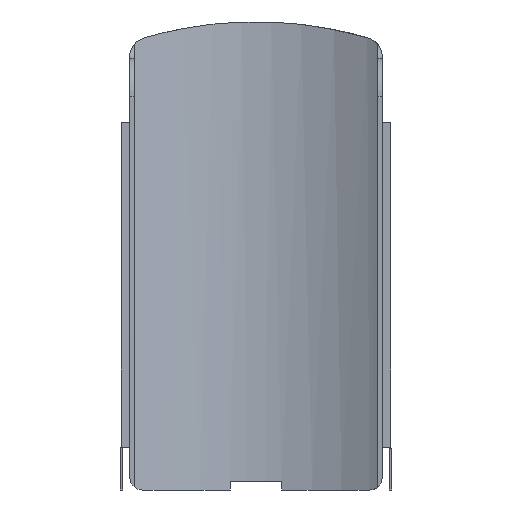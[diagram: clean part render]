
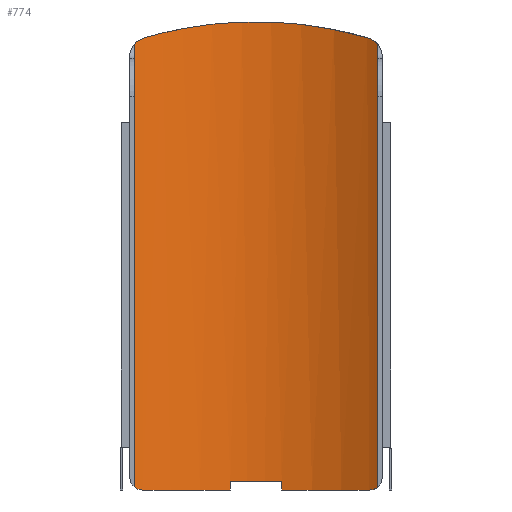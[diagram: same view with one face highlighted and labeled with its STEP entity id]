
A CAD part, front view. The second image highlights one B-rep face of the part: STEP entity #774.
In plain terms, the highlighted cylindrical face has radius 54 mm (diameter 108 mm), a partial arc.
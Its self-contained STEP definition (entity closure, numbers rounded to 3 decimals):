
#26=B_SPLINE_CURVE_WITH_KNOTS('',3,(#1257,#1258,#1259,#1260,#1261,#1262,
#1263,#1264,#1265,#1266,#1267,#1268,#1269,#1270,#1271,#1272,#1273,#1274),
 .UNSPECIFIED.,.F.,.F.,(4,2,2,2,2,2,2,2,4),(3.266,3.752,
4.457,5.162,5.866,6.571,7.276,
7.98,8.466),.UNSPECIFIED.);
#27=B_SPLINE_CURVE_WITH_KNOTS('',3,(#1278,#1279,#1280,#1281,#1282,#1283,
#1284,#1285),.UNSPECIFIED.,.F.,.F.,(4,2,2,4),(2.367,2.445,
2.648,2.688),.UNSPECIFIED.);
#28=B_SPLINE_CURVE_WITH_KNOTS('',3,(#1287,#1288,#1289,#1290,#1291,#1292,
#1293,#1294),.UNSPECIFIED.,.F.,.F.,(4,2,2,4),(1.812,1.851,
2.055,2.133),.UNSPECIFIED.);
#29=B_SPLINE_CURVE_WITH_KNOTS('',3,(#1297,#1298,#1299,#1300,#1301,#1302),
 .UNSPECIFIED.,.F.,.F.,(4,2,4),(-0.719,-0.615,-0.482),
 .UNSPECIFIED.);
#30=B_SPLINE_CURVE_WITH_KNOTS('',3,(#1305,#1306,#1307,#1308,#1309,#1310),
 .UNSPECIFIED.,.F.,.F.,(4,2,4),(0.482,0.615,0.719),
 .UNSPECIFIED.);
#39=CYLINDRICAL_SURFACE('',#837,54.);
#42=CIRCLE('',#806,54.);
#44=CIRCLE('',#810,54.);
#47=CIRCLE('',#814,54.);
#77=FACE_OUTER_BOUND('',#122,.T.);
#122=EDGE_LOOP('',(#587,#588,#589,#590,#591,#592,#593,#594,#595,#596,#597,
#598,#599,#600));
#150=LINE('',#1078,#232);
#155=LINE('',#1092,#237);
#164=LINE('',#1198,#246);
#167=LINE('',#1221,#249);
#177=LINE('',#1250,#259);
#183=LINE('',#1304,#265);
#232=VECTOR('',#870,2.);
#237=VECTOR('',#883,2.);
#246=VECTOR('',#916,0.315);
#249=VECTOR('',#927,0.315);
#259=VECTOR('',#955,103.068);
#265=VECTOR('',#969,103.068);
#314=VERTEX_POINT('',#1076);
#315=VERTEX_POINT('',#1077);
#318=VERTEX_POINT('',#1085);
#320=VERTEX_POINT('',#1091);
#322=VERTEX_POINT('',#1097);
#325=VERTEX_POINT('',#1105);
#332=VERTEX_POINT('',#1176);
#337=VERTEX_POINT('',#1196);
#341=VERTEX_POINT('',#1205);
#343=VERTEX_POINT('',#1220);
#353=VERTEX_POINT('',#1249);
#355=VERTEX_POINT('',#1255);
#356=VERTEX_POINT('',#1256);
#357=VERTEX_POINT('',#1303);
#388=EDGE_CURVE('',#314,#315,#150,.T.);
#392=EDGE_CURVE('',#318,#314,#42,.T.);
#395=EDGE_CURVE('',#320,#318,#155,.T.);
#398=EDGE_CURVE('',#322,#320,#44,.T.);
#403=EDGE_CURVE('',#315,#325,#47,.T.);
#417=EDGE_CURVE('',#332,#337,#164,.T.);
#423=EDGE_CURVE('',#341,#343,#167,.T.);
#438=EDGE_CURVE('',#353,#332,#177,.T.);
#441=EDGE_CURVE('',#355,#356,#26,.T.);
#444=EDGE_CURVE('',#356,#343,#27,.T.);
#445=EDGE_CURVE('',#337,#355,#28,.T.);
#447=EDGE_CURVE('',#353,#325,#29,.T.);
#448=EDGE_CURVE('',#357,#341,#183,.T.);
#449=EDGE_CURVE('',#322,#357,#30,.T.);
#587=ORIENTED_EDGE('',*,*,#388,.T.);
#588=ORIENTED_EDGE('',*,*,#403,.T.);
#589=ORIENTED_EDGE('',*,*,#447,.F.);
#590=ORIENTED_EDGE('',*,*,#438,.T.);
#591=ORIENTED_EDGE('',*,*,#417,.T.);
#592=ORIENTED_EDGE('',*,*,#445,.T.);
#593=ORIENTED_EDGE('',*,*,#441,.T.);
#594=ORIENTED_EDGE('',*,*,#444,.T.);
#595=ORIENTED_EDGE('',*,*,#423,.F.);
#596=ORIENTED_EDGE('',*,*,#448,.F.);
#597=ORIENTED_EDGE('',*,*,#449,.F.);
#598=ORIENTED_EDGE('',*,*,#398,.T.);
#599=ORIENTED_EDGE('',*,*,#395,.T.);
#600=ORIENTED_EDGE('',*,*,#392,.T.);
#774=ADVANCED_FACE('',(#77),#39,.F.);
#806=AXIS2_PLACEMENT_3D('',#1086,#876,#877);
#810=AXIS2_PLACEMENT_3D('',#1098,#888,#889);
#814=AXIS2_PLACEMENT_3D('',#1107,#898,#899);
#837=AXIS2_PLACEMENT_3D('',#1296,#967,#968);
#870=DIRECTION('',(0.,0.,-1.));
#876=DIRECTION('center_axis',(0.,0.,-1.));
#877=DIRECTION('ref_axis',(-0.528,-0.849,0.));
#883=DIRECTION('',(0.,0.,1.));
#888=DIRECTION('center_axis',(0.,0.,-1.));
#889=DIRECTION('ref_axis',(-0.528,-0.849,0.));
#898=DIRECTION('center_axis',(0.,0.,-1.));
#899=DIRECTION('ref_axis',(-0.528,-0.849,0.));
#916=DIRECTION('',(0.,0.,1.));
#927=DIRECTION('',(0.,0.,1.));
#955=DIRECTION('',(0.,0.,1.));
#967=DIRECTION('center_axis',(0.,0.,1.));
#968=DIRECTION('ref_axis',(-0.528,-0.849,0.));
#969=DIRECTION('',(0.,0.,1.));
#1076=CARTESIAN_POINT('',(6.,37.554,2.));
#1077=CARTESIAN_POINT('',(6.,37.554,0.));
#1078=CARTESIAN_POINT('',(6.,37.554,0.));
#1085=CARTESIAN_POINT('',(-6.,37.554,2.));
#1086=CARTESIAN_POINT('Origin',(0.,-16.112,
2.));
#1091=CARTESIAN_POINT('',(-6.,37.554,0.));
#1092=CARTESIAN_POINT('',(-6.,37.554,0.));
#1097=CARTESIAN_POINT('',(-26.5,30.939,0.));
#1098=CARTESIAN_POINT('Origin',(0.,-16.112,
0.));
#1105=CARTESIAN_POINT('',(26.5,30.939,0.));
#1107=CARTESIAN_POINT('Origin',(0.,-16.112,
0.));
#1176=CARTESIAN_POINT('',(28.5,29.755,103.832));
#1196=CARTESIAN_POINT('',(28.5,29.755,104.147));
#1198=CARTESIAN_POINT('',(28.5,29.755,0.));
#1205=CARTESIAN_POINT('',(-28.5,29.755,103.832));
#1220=CARTESIAN_POINT('',(-28.5,29.755,104.147));
#1221=CARTESIAN_POINT('',(-28.5,29.755,0.));
#1249=CARTESIAN_POINT('',(28.5,29.755,0.764));
#1250=CARTESIAN_POINT('',(28.5,29.755,0.));
#1255=CARTESIAN_POINT('',(26.,31.217,105.75));
#1256=CARTESIAN_POINT('',(-26.,31.217,105.75));
#1257=CARTESIAN_POINT('Ctrl Pts',(26.,31.217,105.75));
#1258=CARTESIAN_POINT('Ctrl Pts',(24.592,31.99,106.165));
#1259=CARTESIAN_POINT('Ctrl Pts',(23.11,32.722,106.564));
#1260=CARTESIAN_POINT('Ctrl Pts',(19.341,34.364,107.474));
#1261=CARTESIAN_POINT('Ctrl Pts',(16.989,35.207,107.951));
#1262=CARTESIAN_POINT('Ctrl Pts',(12.172,36.558,108.724));
#1263=CARTESIAN_POINT('Ctrl Pts',(9.702,37.067,109.02));
#1264=CARTESIAN_POINT('Ctrl Pts',(4.791,37.732,109.408));
#1265=CARTESIAN_POINT('Ctrl Pts',(2.349,37.888,109.5));
#1266=CARTESIAN_POINT('Ctrl Pts',(-2.349,37.888,109.5));
#1267=CARTESIAN_POINT('Ctrl Pts',(-4.791,37.732,109.408));
#1268=CARTESIAN_POINT('Ctrl Pts',(-9.702,37.067,109.02));
#1269=CARTESIAN_POINT('Ctrl Pts',(-12.172,36.558,108.724));
#1270=CARTESIAN_POINT('Ctrl Pts',(-16.989,35.207,107.951));
#1271=CARTESIAN_POINT('Ctrl Pts',(-19.341,34.364,107.474));
#1272=CARTESIAN_POINT('Ctrl Pts',(-23.11,32.722,106.564));
#1273=CARTESIAN_POINT('Ctrl Pts',(-24.592,31.99,106.165));
#1274=CARTESIAN_POINT('Ctrl Pts',(-26.,31.217,105.75));
#1278=CARTESIAN_POINT('Ctrl Pts',(-26.,31.217,105.75));
#1279=CARTESIAN_POINT('Ctrl Pts',(-26.235,31.087,105.691));
#1280=CARTESIAN_POINT('Ctrl Pts',(-26.468,30.957,105.613));
#1281=CARTESIAN_POINT('Ctrl Pts',(-27.284,30.493,105.264));
#1282=CARTESIAN_POINT('Ctrl Pts',(-27.825,30.17,104.883));
#1283=CARTESIAN_POINT('Ctrl Pts',(-28.339,29.855,104.34));
#1284=CARTESIAN_POINT('Ctrl Pts',(-28.421,29.804,104.246));
#1285=CARTESIAN_POINT('Ctrl Pts',(-28.5,29.755,104.147));
#1287=CARTESIAN_POINT('Ctrl Pts',(28.5,29.755,104.147));
#1288=CARTESIAN_POINT('Ctrl Pts',(28.421,29.804,104.246));
#1289=CARTESIAN_POINT('Ctrl Pts',(28.339,29.855,104.34));
#1290=CARTESIAN_POINT('Ctrl Pts',(27.825,30.17,104.883));
#1291=CARTESIAN_POINT('Ctrl Pts',(27.284,30.493,105.264));
#1292=CARTESIAN_POINT('Ctrl Pts',(26.468,30.957,105.613));
#1293=CARTESIAN_POINT('Ctrl Pts',(26.235,31.087,105.691));
#1294=CARTESIAN_POINT('Ctrl Pts',(26.,31.217,105.75));
#1296=CARTESIAN_POINT('Origin',(0.,-16.112,
0.));
#1297=CARTESIAN_POINT('Ctrl Pts',(28.5,29.755,0.764));
#1298=CARTESIAN_POINT('Ctrl Pts',(28.258,29.905,0.548));
#1299=CARTESIAN_POINT('Ctrl Pts',(27.977,30.077,0.368));
#1300=CARTESIAN_POINT('Ctrl Pts',(27.296,30.483,0.078));
#1301=CARTESIAN_POINT('Ctrl Pts',(26.885,30.722,0.));
#1302=CARTESIAN_POINT('Ctrl Pts',(26.5,30.939,0.));
#1303=CARTESIAN_POINT('',(-28.5,29.755,0.764));
#1304=CARTESIAN_POINT('',(-28.5,29.755,0.));
#1305=CARTESIAN_POINT('Ctrl Pts',(-26.5,30.939,0.));
#1306=CARTESIAN_POINT('Ctrl Pts',(-26.885,30.722,0.));
#1307=CARTESIAN_POINT('Ctrl Pts',(-27.296,30.483,0.078));
#1308=CARTESIAN_POINT('Ctrl Pts',(-27.977,30.077,0.368));
#1309=CARTESIAN_POINT('Ctrl Pts',(-28.258,29.905,0.548));
#1310=CARTESIAN_POINT('Ctrl Pts',(-28.5,29.755,0.764));
